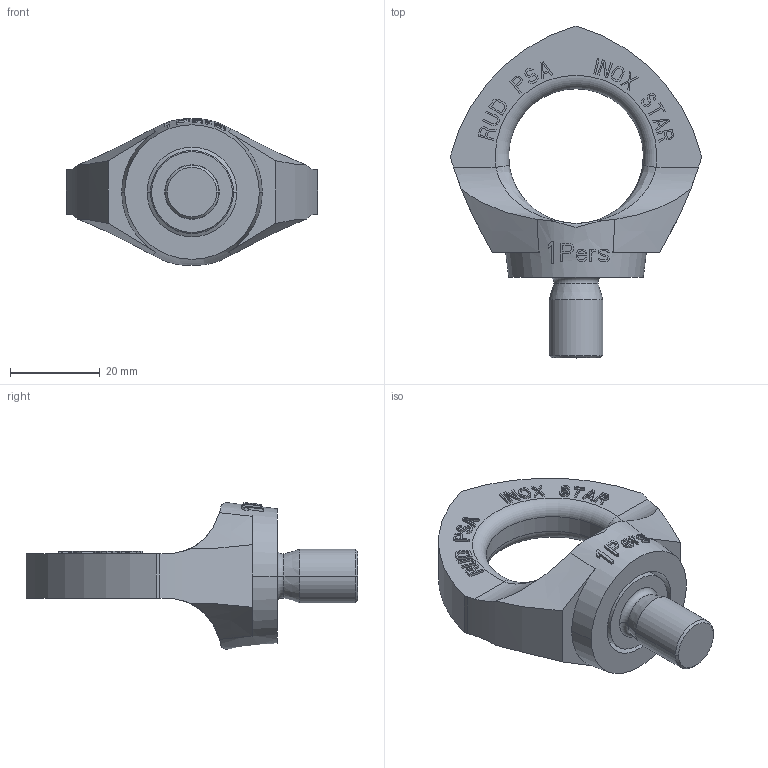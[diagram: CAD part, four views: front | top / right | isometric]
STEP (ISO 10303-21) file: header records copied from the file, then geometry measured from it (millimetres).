
FILE_DESCRIPTION((''),'2;1');
FILE_NAME('001-M33132-P-3_ASM','2015-01-23T',('Andreas.Wendler'),(''),'PRO/ENGINEER BY PARAMETRIC TECHNOLOGY CORPORATION, 2010140','PRO/ENGINEER BY PARAMETRIC TECHNOLOGY CORPORATION, 2010140','');
FILE_SCHEMA(('CONFIG_CONTROL_DESIGN'));
Length unit declared in the file: millimetre
Products named in the file (3): 001-M33132-P-2; 001-M31026-P-1; 001-M33132-P-3_ASM
Assembly tree (2 placements, depth 2):
  001-M33132-P-3_ASM
    001-M33132-P-2
    001-M31026-P-1
Bounding box: 56 x 74 x 32.72 mm (x, y, z)
Volume: 24316 mm3; surface area: 9851.4 mm2
Topology: 2 solids, 2 shells, 560 faces, 1567 edges, 1038 vertices
Faces by surface type: plane 502, cylinder 25, cone 17, bspline 8, torus 8
Entity records: 18846 total; most frequent: CARTESIAN_POINT 4813, ORIENTED_EDGE 3134, DIRECTION 2501, EDGE_CURVE 1567, VECTOR 1195, LINE 1195, VERTEX_POINT 1038, AXIS2_PLACEMENT_3D 653
